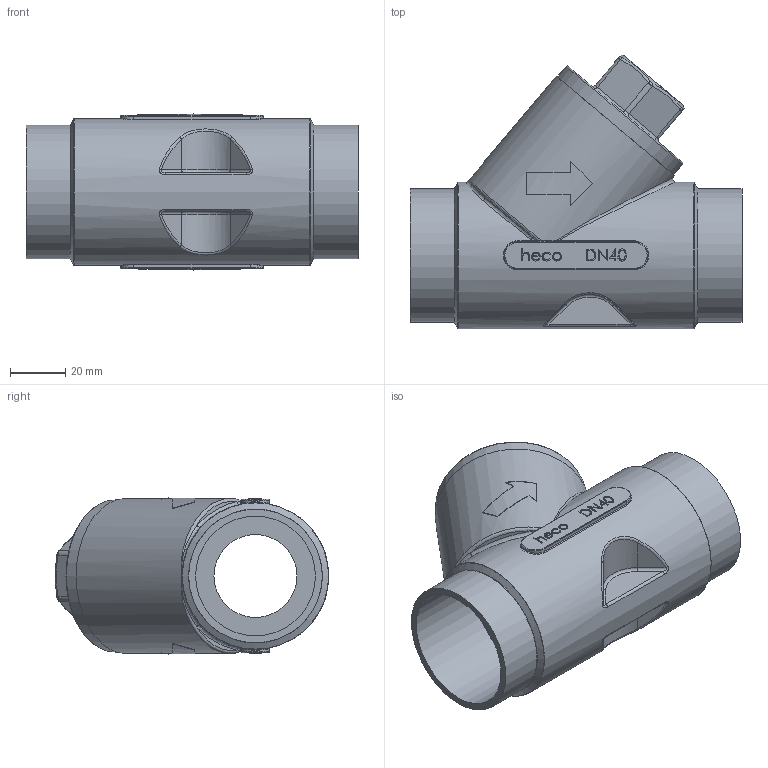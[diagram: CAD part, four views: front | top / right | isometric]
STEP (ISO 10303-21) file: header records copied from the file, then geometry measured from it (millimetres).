
FILE_DESCRIPTION (( 'STEP AP214' ), '1' );
FILE_NAME ('RV-112-00S-4 Rückschlagventil SE 2204.STEP', '2022-04-06T13:34:43', ( '' ), ( '' ), 'SwSTEP 2.0', 'SolidWorks 2019', '' );
FILE_SCHEMA (( 'AUTOMOTIVE_DESIGN' ));
Length unit declared in the file: millimetre
Products named in the file (1): RV-112-00S-4 Rückschlagventil SE 2204
Bounding box: 120 x 98.88 x 56.39 mm (x, y, z)
Volume: 223663.9 mm3; surface area: 44736.9 mm2
Topology: 1 solids, 1 shells, 444 faces, 1123 edges, 720 vertices
Faces by surface type: plane 197, bspline 180, cylinder 44, torus 20, cone 3
Full cylindrical faces by diameter (mm): 30 x1, 43.3 x2, 48.3 x2, 53 x1, 55 x1, 56 x1
Entity records: 25445 total; most frequent: CARTESIAN_POINT 13590, ORIENTED_EDGE 2190, DIRECTION 1363, EDGE_CURVE 1095, VERTEX_POINT 710, LINE 573, VECTOR 573, EDGE_LOOP 503
